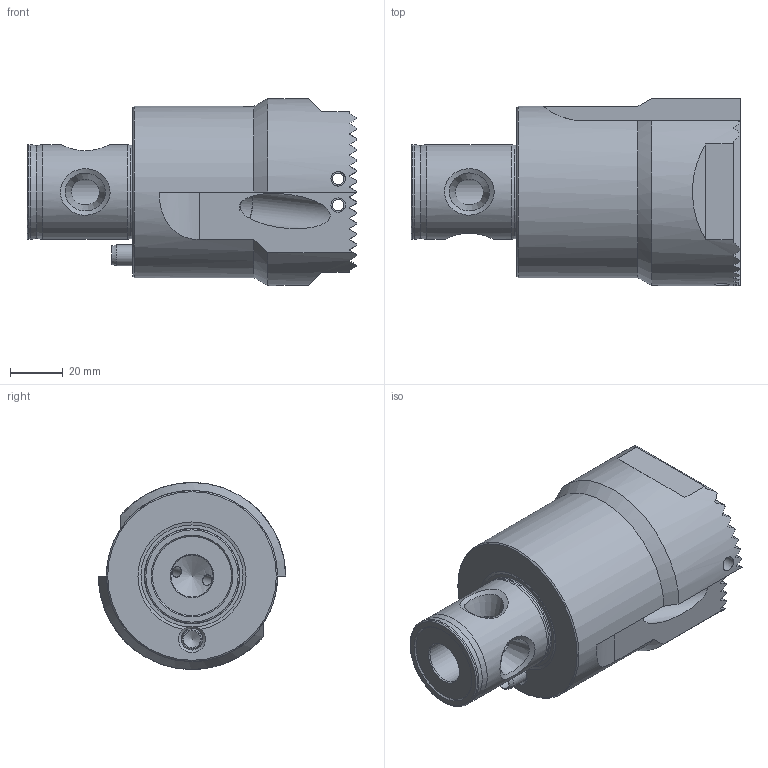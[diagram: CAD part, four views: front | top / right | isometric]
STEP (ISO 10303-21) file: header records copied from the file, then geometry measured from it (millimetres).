
FILE_DESCRIPTION(/* description */ (''),/* implementation_level */ '2;1');
FILE_NAME(/* name */ 'S36-TBH76-116.stp',/* time_stamp */ '2022-07-29T16:35:30+09:00',/* author */ ('eos'),/* organization */ (''),/* preprocessor_version */ 'ST-DEVELOPER v18.1',/* originating_system */ 'Autodesk Inventor 2022',/* authorisation */ '');
FILE_SCHEMA (('AUTOMOTIVE_DESIGN { 1 0 10303 214 3 1 1 }'));
Products named in the file (3): S36-TBH76-116; S11-TBH25-34; ISO 13337 - 8 x 20
Assembly tree (2 placements, depth 2):
  S36-TBH76-116
    S11-TBH25-34
    ISO 13337 - 8 x 20
Bounding box: 125 x 71 x 71 mm (x, y, z)
Volume: 289747 mm3; surface area: 44153.2 mm2
Topology: 2 solids, 2 shells, 213 faces, 595 edges, 393 vertices
Faces by surface type: plane 149, cylinder 38, cone 22, torus 2, bspline 2
Full cylindrical faces by diameter (mm): 3 x1, 4 x2, 4.3 x2, 5 x1, 5.5 x4, 8.2 x1, 10.106 x4, 12 x2, 12.5 x4, 13 x2, 16 x1, 35.4 x1, 36 x2, 65 x1
Entity records: 7744 total; most frequent: CARTESIAN_POINT 1907, DIRECTION 1282, ORIENTED_EDGE 1176, EDGE_CURVE 588, AXIS2_PLACEMENT_3D 506, VERTEX_POINT 393, LINE 270, VECTOR 270
